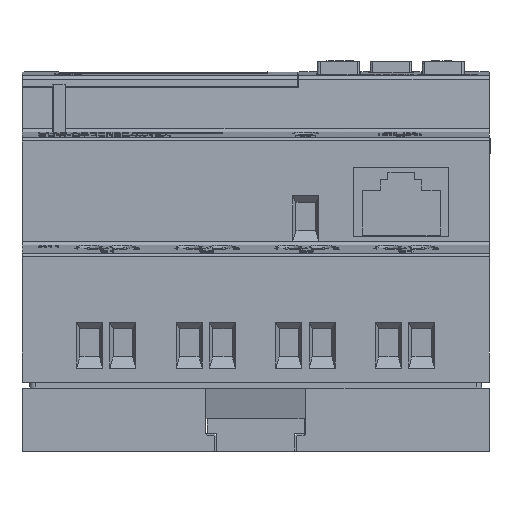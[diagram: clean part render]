
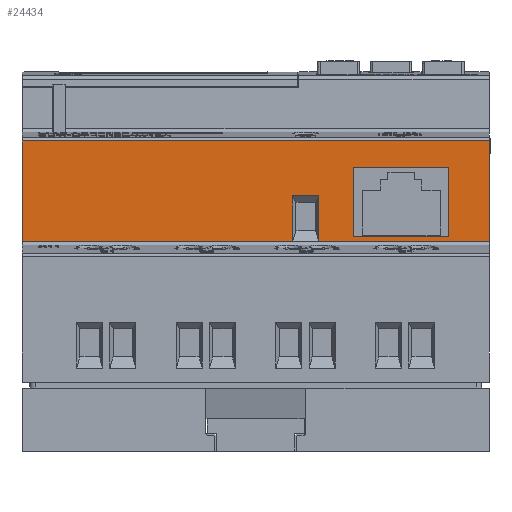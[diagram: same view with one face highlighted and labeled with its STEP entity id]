
A CAD part, front view. The second image highlights one B-rep face of the part: STEP entity #24434.
In plain terms, the highlighted face is planar.
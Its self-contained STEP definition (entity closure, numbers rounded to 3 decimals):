
#24094=FACE_BOUND('',#31664,.T.);
#24095=FACE_BOUND('',#31665,.T.);
#24096=FACE_BOUND('',#31666,.T.);
#24434=ADVANCED_FACE('',(#24094,#24095,#24096),#27171,.T.);
#27171=PLANE('',#68491);
#31664=EDGE_LOOP('',(#35303,#35304,#35305,#35306));
#31665=EDGE_LOOP('',(#35307,#35308,#35309,#35310));
#31666=EDGE_LOOP('',(#35311,#35312,#35313,#35314));
#35303=ORIENTED_EDGE('',*,*,#53580,.F.);
#35304=ORIENTED_EDGE('',*,*,#53581,.F.);
#35305=ORIENTED_EDGE('',*,*,#53582,.F.);
#35306=ORIENTED_EDGE('',*,*,#53583,.F.);
#35307=ORIENTED_EDGE('',*,*,#53584,.T.);
#35308=ORIENTED_EDGE('',*,*,#53585,.T.);
#35309=ORIENTED_EDGE('',*,*,#53586,.T.);
#35310=ORIENTED_EDGE('',*,*,#53587,.T.);
#35311=ORIENTED_EDGE('',*,*,#53588,.F.);
#35312=ORIENTED_EDGE('',*,*,#53579,.F.);
#35313=ORIENTED_EDGE('',*,*,#52998,.T.);
#35314=ORIENTED_EDGE('',*,*,#53589,.T.);
#48428=VERTEX_POINT('',#84794);
#48429=VERTEX_POINT('',#84796);
#48957=VERTEX_POINT('',#87210);
#48958=VERTEX_POINT('',#87214);
#48959=VERTEX_POINT('',#87215);
#48960=VERTEX_POINT('',#87217);
#48961=VERTEX_POINT('',#87219);
#48962=VERTEX_POINT('',#87222);
#48963=VERTEX_POINT('',#87223);
#48964=VERTEX_POINT('',#87225);
#48965=VERTEX_POINT('',#87227);
#48966=VERTEX_POINT('',#87230);
#52998=EDGE_CURVE('',#48429,#48428,#59826,.T.);
#53579=EDGE_CURVE('',#48429,#48957,#60184,.T.);
#53580=EDGE_CURVE('',#48958,#48959,#60185,.T.);
#53581=EDGE_CURVE('',#48960,#48958,#60186,.T.);
#53582=EDGE_CURVE('',#48961,#48960,#60187,.T.);
#53583=EDGE_CURVE('',#48959,#48961,#60188,.T.);
#53584=EDGE_CURVE('',#48962,#48963,#60189,.T.);
#53585=EDGE_CURVE('',#48963,#48964,#60190,.T.);
#53586=EDGE_CURVE('',#48964,#48965,#60191,.T.);
#53587=EDGE_CURVE('',#48965,#48962,#60192,.T.);
#53588=EDGE_CURVE('',#48957,#48966,#60193,.T.);
#53589=EDGE_CURVE('',#48428,#48966,#60194,.T.);
#59826=LINE('',#84795,#63834);
#60184=LINE('',#87211,#64192);
#60185=LINE('',#87213,#64193);
#60186=LINE('',#87216,#64194);
#60187=LINE('',#87218,#64195);
#60188=LINE('',#87220,#64196);
#60189=LINE('',#87221,#64197);
#60190=LINE('',#87224,#64198);
#60191=LINE('',#87226,#64199);
#60192=LINE('',#87228,#64200);
#60193=LINE('',#87229,#64201);
#60194=LINE('',#87231,#64202);
#63834=VECTOR('',#72245,1.);
#64192=VECTOR('',#72893,1.);
#64193=VECTOR('',#72896,1.);
#64194=VECTOR('',#72897,1.);
#64195=VECTOR('',#72898,1.);
#64196=VECTOR('',#72899,1.);
#64197=VECTOR('',#72900,1.);
#64198=VECTOR('',#72901,1.);
#64199=VECTOR('',#72902,1.);
#64200=VECTOR('',#72903,1.);
#64201=VECTOR('',#72904,1.);
#64202=VECTOR('',#72905,1.);
#68491=AXIS2_PLACEMENT_3D('',#87232,#72906,#72907);
#72245=DIRECTION('',(0.,-1.,0.));
#72893=DIRECTION('',(1.,0.,0.));
#72896=DIRECTION('',(0.,-1.,0.));
#72897=DIRECTION('',(-1.,0.,0.));
#72898=DIRECTION('',(0.,1.,0.));
#72899=DIRECTION('',(1.,0.,0.));
#72900=DIRECTION('',(-1.,0.,0.));
#72901=DIRECTION('',(0.,1.,0.));
#72902=DIRECTION('',(1.,0.,0.));
#72903=DIRECTION('',(0.,-1.,0.));
#72904=DIRECTION('',(0.,-1.,0.));
#72905=DIRECTION('',(1.,0.,0.));
#72906=DIRECTION('',(0.,0.,1.));
#72907=DIRECTION('',(0.,-1.,0.));
#84794=CARTESIAN_POINT('',(-35.75,27.05,34.));
#84795=CARTESIAN_POINT('',(-35.75,42.495,34.));
#84796=CARTESIAN_POINT('',(-35.75,42.495,34.));
#87210=CARTESIAN_POINT('',(35.75,42.495,34.));
#87211=CARTESIAN_POINT('',(-35.75,42.495,34.));
#87213=CARTESIAN_POINT('',(14.91,38.41,34.));
#87214=CARTESIAN_POINT('',(14.91,38.41,34.));
#87215=CARTESIAN_POINT('',(14.91,27.81,34.));
#87216=CARTESIAN_POINT('',(29.51,38.41,34.));
#87217=CARTESIAN_POINT('',(29.51,38.41,34.));
#87218=CARTESIAN_POINT('',(29.51,27.81,34.));
#87219=CARTESIAN_POINT('',(29.51,27.81,34.));
#87220=CARTESIAN_POINT('',(14.91,27.81,34.));
#87221=CARTESIAN_POINT('',(6.16,27.1,34.));
#87222=CARTESIAN_POINT('',(9.66,27.1,34.));
#87223=CARTESIAN_POINT('',(5.66,27.1,34.));
#87224=CARTESIAN_POINT('',(5.66,34.1,34.));
#87225=CARTESIAN_POINT('',(5.66,34.1,34.));
#87226=CARTESIAN_POINT('',(9.16,34.1,34.));
#87227=CARTESIAN_POINT('',(9.66,34.1,34.));
#87228=CARTESIAN_POINT('',(9.66,27.1,34.));
#87229=CARTESIAN_POINT('',(35.75,42.495,34.));
#87230=CARTESIAN_POINT('',(35.75,27.05,34.));
#87231=CARTESIAN_POINT('',(-35.75,27.05,34.));
#87232=CARTESIAN_POINT('',(-35.75,42.495,34.));
